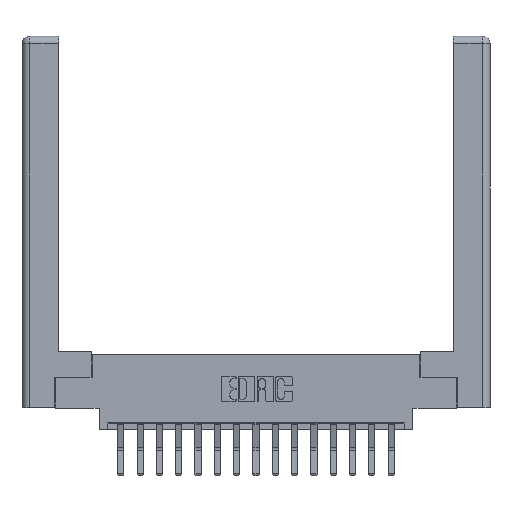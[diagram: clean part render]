
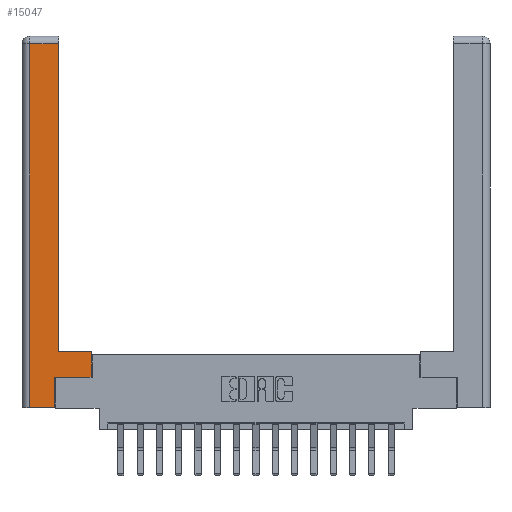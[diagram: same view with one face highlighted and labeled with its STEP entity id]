
A CAD part, top view. The second image highlights one B-rep face of the part: STEP entity #15047.
In plain terms, the highlighted planar face has unit normal (0, 0, 1).
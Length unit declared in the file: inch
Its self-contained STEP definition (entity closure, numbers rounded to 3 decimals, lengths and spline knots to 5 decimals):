
#157 = CARTESIAN_POINT ( 'NONE',  ( 0.265, 0., 0. ) ) ;
#274 = DIRECTION ( 'NONE',  ( 1., 0., 0. ) ) ;
#946 = LINE ( 'NONE', #5689, #15325 ) ;
#1176 = DIRECTION ( 'NONE',  ( -1., 0., 0. ) ) ;
#1818 = VERTEX_POINT ( 'NONE', #16026 ) ;
#2123 = EDGE_CURVE ( 'NONE', #8199, #10000, #9924, .T. ) ;
#2210 = LINE ( 'NONE', #7047, #3719 ) ;
#2322 = CARTESIAN_POINT ( 'NONE',  ( 0.565, 0.45, 0. ) ) ;
#2519 = ORIENTED_EDGE ( 'NONE', *, *, #12906, .T. ) ;
#2542 = EDGE_CURVE ( 'NONE', #14422, #1818, #3120, .T. ) ;
#2682 = EDGE_CURVE ( 'NONE', #14776, #14422, #946, .T. ) ;
#2717 = CARTESIAN_POINT ( 'NONE',  ( 0.295, 0.45, 0. ) ) ;
#2944 = DIRECTION ( 'NONE',  ( 0., -1., 0. ) ) ;
#3048 = ORIENTED_EDGE ( 'NONE', *, *, #16120, .T. ) ;
#3068 = VECTOR ( 'NONE', #5558, 39.37008 ) ;
#3120 = LINE ( 'NONE', #157, #12073 ) ;
#3719 = VECTOR ( 'NONE', #274, 39.37008 ) ;
#4608 = VERTEX_POINT ( 'NONE', #17120 ) ;
#4683 = CARTESIAN_POINT ( 'NONE',  ( 0.0615, 2.94, 0. ) ) ;
#5466 = DIRECTION ( 'NONE',  ( 1., 0., 0. ) ) ;
#5546 = CARTESIAN_POINT ( 'NONE',  ( 0.565, 0.45, 0. ) ) ;
#5558 = DIRECTION ( 'NONE',  ( 0., 1., 0. ) ) ;
#5617 = EDGE_CURVE ( 'NONE', #4608, #5817, #17173, .T. ) ;
#5689 = CARTESIAN_POINT ( 'NONE',  ( 0.0615, 0., 0. ) ) ;
#5797 = EDGE_CURVE ( 'NONE', #5817, #14776, #14136, .T. ) ;
#5817 = VERTEX_POINT ( 'NONE', #17315 ) ;
#6286 = VECTOR ( 'NONE', #16826, 39.37008 ) ;
#6714 = VERTEX_POINT ( 'NONE', #16206 ) ;
#7047 = CARTESIAN_POINT ( 'NONE',  ( 0.565, 0.245, 0. ) ) ;
#7738 = DIRECTION ( 'NONE',  ( -1., 0., 0. ) ) ;
#7885 = LINE ( 'NONE', #15172, #3068 ) ;
#8009 = PLANE ( 'NONE',  #10204 ) ;
#8068 = CARTESIAN_POINT ( 'NONE',  ( 0.565, 0.245, 0. ) ) ;
#8194 = CARTESIAN_POINT ( 'NONE',  ( 0., 0., 0. ) ) ;
#8199 = VERTEX_POINT ( 'NONE', #8068 ) ;
#9241 = VECTOR ( 'NONE', #14027, 39.37008 ) ;
#9566 = EDGE_CURVE ( 'NONE', #6714, #8199, #2210, .T. ) ;
#9632 = EDGE_LOOP ( 'NONE', ( #12851, #12192, #12532, #12691, #3048, #14698, #10716, #2519 ) ) ;
#9924 = LINE ( 'NONE', #5546, #9241 ) ;
#9993 = VECTOR ( 'NONE', #7738, 39.37008 ) ;
#10000 = VERTEX_POINT ( 'NONE', #2322 ) ;
#10204 = AXIS2_PLACEMENT_3D ( 'NONE', #8194, #10788, #1176 ) ;
#10716 = ORIENTED_EDGE ( 'NONE', *, *, #2123, .T. ) ;
#10788 = DIRECTION ( 'NONE',  ( 0., 0., -1. ) ) ;
#10845 = VECTOR ( 'NONE', #11768, 39.37008 ) ;
#11768 = DIRECTION ( 'NONE',  ( 0., 1., 0. ) ) ;
#12073 = VECTOR ( 'NONE', #5466, 39.37008 ) ;
#12192 = ORIENTED_EDGE ( 'NONE', *, *, #5797, .T. ) ;
#12532 = ORIENTED_EDGE ( 'NONE', *, *, #2682, .T. ) ;
#12691 = ORIENTED_EDGE ( 'NONE', *, *, #2542, .T. ) ;
#12851 = ORIENTED_EDGE ( 'NONE', *, *, #5617, .T. ) ;
#12906 = EDGE_CURVE ( 'NONE', #10000, #4608, #13055, .T. ) ;
#13055 = LINE ( 'NONE', #2717, #6286 ) ;
#13231 = CARTESIAN_POINT ( 'NONE',  ( 0.295, 3., 0. ) ) ;
#14027 = DIRECTION ( 'NONE',  ( 0., 1., 0. ) ) ;
#14136 = LINE ( 'NONE', #4683, #9993 ) ;
#14250 = CARTESIAN_POINT ( 'NONE',  ( 0.0615, 2.94, 0. ) ) ;
#14422 = VERTEX_POINT ( 'NONE', #15099 ) ;
#14698 = ORIENTED_EDGE ( 'NONE', *, *, #9566, .T. ) ;
#14776 = VERTEX_POINT ( 'NONE', #14250 ) ;
#15047 = ADVANCED_FACE ( 'NONE', ( #15346 ), #8009, .F. ) ;
#15099 = CARTESIAN_POINT ( 'NONE',  ( 0.0615, 0., 0. ) ) ;
#15172 = CARTESIAN_POINT ( 'NONE',  ( 0.265, 0.245, 0. ) ) ;
#15325 = VECTOR ( 'NONE', #2944, 39.37008 ) ;
#15346 = FACE_OUTER_BOUND ( 'NONE', #9632, .T. ) ;
#16026 = CARTESIAN_POINT ( 'NONE',  ( 0.265, 0., 0. ) ) ;
#16120 = EDGE_CURVE ( 'NONE', #1818, #6714, #7885, .T. ) ;
#16206 = CARTESIAN_POINT ( 'NONE',  ( 0.265, 0.245, 0. ) ) ;
#16826 = DIRECTION ( 'NONE',  ( -1., 0., 0. ) ) ;
#17120 = CARTESIAN_POINT ( 'NONE',  ( 0.295, 0.45, 0. ) ) ;
#17173 = LINE ( 'NONE', #13231, #10845 ) ;
#17315 = CARTESIAN_POINT ( 'NONE',  ( 0.295, 2.94, 0. ) ) ;
